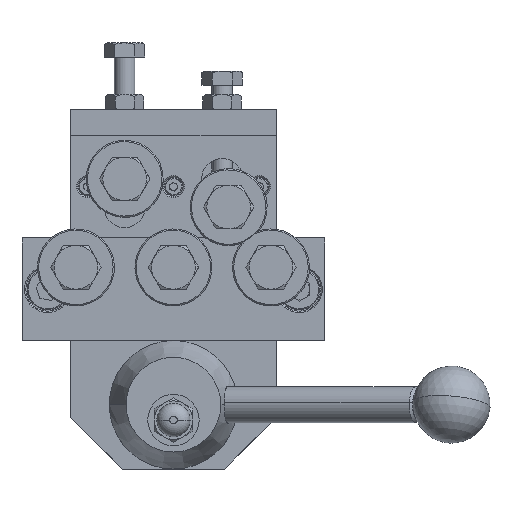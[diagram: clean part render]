
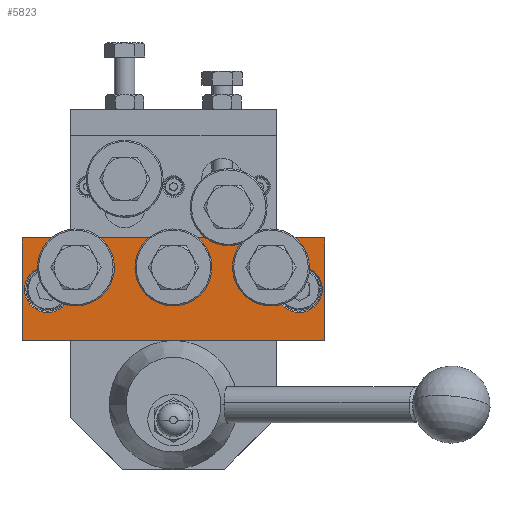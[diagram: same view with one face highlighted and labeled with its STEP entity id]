
A CAD part, top view. The second image highlights one B-rep face of the part: STEP entity #5823.
In plain terms, the highlighted planar face has unit normal (0, 0, 1).
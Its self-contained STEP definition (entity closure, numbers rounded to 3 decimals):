
#284 = DIRECTION ( 'NONE',  ( 1., 0., 0. ) ) ;
#286 = CARTESIAN_POINT ( 'NONE',  ( 89., 70., 15. ) ) ;
#309 = DIRECTION ( 'NONE',  ( 0., 0., -1. ) ) ;
#334 = DIRECTION ( 'NONE',  ( 1., 0., 0. ) ) ;
#336 = CARTESIAN_POINT ( 'NONE',  ( -19., 90., 15. ) ) ;
#381 = DIRECTION ( 'NONE',  ( 1., 0., 0. ) ) ;
#382 = CARTESIAN_POINT ( 'NONE',  ( 89., 70., 15. ) ) ;
#408 = DIRECTION ( 'NONE',  ( 0., 1., 0. ) ) ;
#797 = CARTESIAN_POINT ( 'NONE',  ( 78., 78.5, 15. ) ) ;
#798 = DIRECTION ( 'NONE',  ( 0., 0., 1. ) ) ;
#800 = DIRECTION ( 'NONE',  ( 0., -1., 0. ) ) ;
#819 = DIRECTION ( 'NONE',  ( 1., 0., 0. ) ) ;
#820 = DIRECTION ( 'NONE',  ( 0., 0., -1. ) ) ;
#821 = CARTESIAN_POINT ( 'NONE',  ( -9., 70., 15. ) ) ;
#822 = DIRECTION ( 'NONE',  ( 0., -1., 0. ) ) ;
#823 = DIRECTION ( 'NONE',  ( 0., 0., 1. ) ) ;
#824 = CARTESIAN_POINT ( 'NONE',  ( 2., 78.5, 15. ) ) ;
#829 = DIRECTION ( 'NONE',  ( 0., -1., 0. ) ) ;
#830 = DIRECTION ( 'NONE',  ( 0., 0., 1. ) ) ;
#831 = CARTESIAN_POINT ( 'NONE',  ( 2., 78.5, 15. ) ) ;
#832 = DIRECTION ( 'NONE',  ( 1., 0., 0. ) ) ;
#833 = DIRECTION ( 'NONE',  ( 0., 0., -1. ) ) ;
#834 = CARTESIAN_POINT ( 'NONE',  ( -9., 70., 15. ) ) ;
#882 = DIRECTION ( 'NONE',  ( 0., 0., -1. ) ) ;
#926 = CARTESIAN_POINT ( 'NONE',  ( -19., 50., 15. ) ) ;
#928 = DIRECTION ( 'NONE',  ( 0., 1., 0. ) ) ;
#931 = DIRECTION ( 'NONE',  ( 0., 0., 1. ) ) ;
#932 = DIRECTION ( 'NONE',  ( 0., -1., 0. ) ) ;
#933 = CARTESIAN_POINT ( 'NONE',  ( 99., 50., 15. ) ) ;
#934 = DIRECTION ( 'NONE',  ( 1., 0., 0. ) ) ;
#936 = CARTESIAN_POINT ( 'NONE',  ( 40., 78.5, 15. ) ) ;
#939 = CARTESIAN_POINT ( 'NONE',  ( 78., 78.5, 15. ) ) ;
#974 = CARTESIAN_POINT ( 'NONE',  ( 40., 78.5, 15. ) ) ;
#975 = DIRECTION ( 'NONE',  ( 0., -1., 0. ) ) ;
#979 = DIRECTION ( 'NONE',  ( 0., 0., 1. ) ) ;
#980 = DIRECTION ( 'NONE',  ( 0., 0., 1. ) ) ;
#994 = CARTESIAN_POINT ( 'NONE',  ( -19., 50., 15. ) ) ;
#996 = DIRECTION ( 'NONE',  ( 0., -1., 0. ) ) ;
#1652 = PLANE ( 'NONE',  #8221 ) ;
#2194 = DIRECTION ( 'NONE',  ( 1., 0., 0. ) ) ;
#2332 = DIRECTION ( 'NONE',  ( 0., 0., 1. ) ) ;
#2396 = CARTESIAN_POINT ( 'NONE',  ( -19., 50., 15. ) ) ;
#2788 = EDGE_CURVE ( 'NONE', #10435, #10439, #12937, .T. ) ;
#2790 = EDGE_CURVE ( 'NONE', #10434, #10163, #12954, .T. ) ;
#2792 = EDGE_CURVE ( 'NONE', #10163, #10434, #12904, .T. ) ;
#2795 = EDGE_CURVE ( 'NONE', #10562, #10441, #12780, .T. ) ;
#2800 = EDGE_CURVE ( 'NONE', #10562, #10436, #12842, .T. ) ;
#2802 = EDGE_CURVE ( 'NONE', #10441, #10443, #12731, .T. ) ;
#2804 = EDGE_CURVE ( 'NONE', #10439, #10435, #12933, .T. ) ;
#2811 = EDGE_CURVE ( 'NONE', #10200, #10195, #12914, .T. ) ;
#2814 = EDGE_CURVE ( 'NONE', #10209, #10413, #12703, .T. ) ;
#2818 = EDGE_CURVE ( 'NONE', #10413, #10209, #12826, .T. ) ;
#2820 = EDGE_CURVE ( 'NONE', #10195, #10200, #12850, .T. ) ;
#2855 = EDGE_CURVE ( 'NONE', #10390, #10229, #12827, .T. ) ;
#3073 = EDGE_CURVE ( 'NONE', #10436, #10443, #13043, .T. ) ;
#3075 = EDGE_CURVE ( 'NONE', #10229, #10390, #13053, .T. ) ;
#3650 = EDGE_LOOP ( 'NONE', ( #6931, #6820 ) ) ;
#3776 = EDGE_LOOP ( 'NONE', ( #6843, #7129 ) ) ;
#5823 = ADVANCED_FACE ( 'NONE', ( #10020, #10010, #9939, #9969, #9996, #10039 ), #1652, .T. ) ;
#6144 = EDGE_LOOP ( 'NONE', ( #6575, #6797 ) ) ;
#6421 = EDGE_LOOP ( 'NONE', ( #7199, #7211, #7235, #7222 ) ) ;
#6575 = ORIENTED_EDGE ( 'NONE', *, *, #2855, .T. ) ;
#6646 = EDGE_LOOP ( 'NONE', ( #6773, #6933 ) ) ;
#6773 = ORIENTED_EDGE ( 'NONE', *, *, #2811, .T. ) ;
#6797 = ORIENTED_EDGE ( 'NONE', *, *, #3075, .T. ) ;
#6820 = ORIENTED_EDGE ( 'NONE', *, *, #2814, .F. ) ;
#6843 = ORIENTED_EDGE ( 'NONE', *, *, #2792, .F. ) ;
#6900 = EDGE_LOOP ( 'NONE', ( #7138, #7156 ) ) ;
#6931 = ORIENTED_EDGE ( 'NONE', *, *, #2818, .F. ) ;
#6933 = ORIENTED_EDGE ( 'NONE', *, *, #2820, .T. ) ;
#7129 = ORIENTED_EDGE ( 'NONE', *, *, #2790, .F. ) ;
#7138 = ORIENTED_EDGE ( 'NONE', *, *, #2788, .F. ) ;
#7156 = ORIENTED_EDGE ( 'NONE', *, *, #2804, .F. ) ;
#7199 = ORIENTED_EDGE ( 'NONE', *, *, #3073, .F. ) ;
#7211 = ORIENTED_EDGE ( 'NONE', *, *, #2800, .F. ) ;
#7222 = ORIENTED_EDGE ( 'NONE', *, *, #2802, .T. ) ;
#7235 = ORIENTED_EDGE ( 'NONE', *, *, #2795, .T. ) ;
#7862 = AXIS2_PLACEMENT_3D ( 'NONE', #824, #823, #822 ) ;
#7863 = AXIS2_PLACEMENT_3D ( 'NONE', #797, #798, #800 ) ;
#7872 = AXIS2_PLACEMENT_3D ( 'NONE', #286, #309, #284 ) ;
#7897 = AXIS2_PLACEMENT_3D ( 'NONE', #831, #830, #829 ) ;
#7944 = AXIS2_PLACEMENT_3D ( 'NONE', #974, #980, #996 ) ;
#8040 = AXIS2_PLACEMENT_3D ( 'NONE', #939, #979, #975 ) ;
#8102 = AXIS2_PLACEMENT_3D ( 'NONE', #382, #882, #381 ) ;
#8111 = AXIS2_PLACEMENT_3D ( 'NONE', #936, #931, #932 ) ;
#8221 = AXIS2_PLACEMENT_3D ( 'NONE', #2396, #2332, #2194 ) ;
#8806 = AXIS2_PLACEMENT_3D ( 'NONE', #821, #820, #819 ) ;
#8813 = AXIS2_PLACEMENT_3D ( 'NONE', #834, #833, #832 ) ;
#9939 = FACE_BOUND ( 'NONE', #3650, .T. ) ;
#9969 = FACE_BOUND ( 'NONE', #3776, .T. ) ;
#9996 = FACE_BOUND ( 'NONE', #6900, .T. ) ;
#10010 = FACE_BOUND ( 'NONE', #6646, .T. ) ;
#10020 = FACE_BOUND ( 'NONE', #6144, .T. ) ;
#10039 = FACE_OUTER_BOUND ( 'NONE', #6421, .T. ) ;
#10163 = VERTEX_POINT ( 'NONE', #10784 ) ;
#10195 = VERTEX_POINT ( 'NONE', #10850 ) ;
#10200 = VERTEX_POINT ( 'NONE', #10852 ) ;
#10209 = VERTEX_POINT ( 'NONE', #10895 ) ;
#10229 = VERTEX_POINT ( 'NONE', #10871 ) ;
#10390 = VERTEX_POINT ( 'NONE', #11113 ) ;
#10413 = VERTEX_POINT ( 'NONE', #11142 ) ;
#10434 = VERTEX_POINT ( 'NONE', #11157 ) ;
#10435 = VERTEX_POINT ( 'NONE', #11199 ) ;
#10436 = VERTEX_POINT ( 'NONE', #11177 ) ;
#10439 = VERTEX_POINT ( 'NONE', #11197 ) ;
#10441 = VERTEX_POINT ( 'NONE', #11192 ) ;
#10443 = VERTEX_POINT ( 'NONE', #11191 ) ;
#10562 = VERTEX_POINT ( 'NONE', #11292 ) ;
#10784 = CARTESIAN_POINT ( 'NONE',  ( 40., 74.5, 15. ) ) ;
#10850 = CARTESIAN_POINT ( 'NONE',  ( -9., 79., 15. ) ) ;
#10852 = CARTESIAN_POINT ( 'NONE',  ( -9., 61., 15. ) ) ;
#10871 = CARTESIAN_POINT ( 'NONE',  ( 89., 79., 15. ) ) ;
#10895 = CARTESIAN_POINT ( 'NONE',  ( 2., 82.5, 15. ) ) ;
#11113 = CARTESIAN_POINT ( 'NONE',  ( 89., 61., 15. ) ) ;
#11142 = CARTESIAN_POINT ( 'NONE',  ( 2., 74.5, 15. ) ) ;
#11157 = CARTESIAN_POINT ( 'NONE',  ( 40., 82.5, 15. ) ) ;
#11177 = CARTESIAN_POINT ( 'NONE',  ( -19., 90., 15. ) ) ;
#11191 = CARTESIAN_POINT ( 'NONE',  ( 99., 90., 15. ) ) ;
#11192 = CARTESIAN_POINT ( 'NONE',  ( 99., 50., 15. ) ) ;
#11197 = CARTESIAN_POINT ( 'NONE',  ( 78., 82.5, 15. ) ) ;
#11199 = CARTESIAN_POINT ( 'NONE',  ( 78., 74.5, 15. ) ) ;
#11292 = CARTESIAN_POINT ( 'NONE',  ( -19., 50., 15. ) ) ;
#12703 = CIRCLE ( 'NONE', #7897, 4. ) ;
#12731 = LINE ( 'NONE', #933, #12946 ) ;
#12780 = LINE ( 'NONE', #994, #12782 ) ;
#12782 = VECTOR ( 'NONE', #934, 1000. ) ;
#12826 = CIRCLE ( 'NONE', #7862, 4. ) ;
#12827 = CIRCLE ( 'NONE', #8102, 9. ) ;
#12842 = LINE ( 'NONE', #926, #12948 ) ;
#12850 = CIRCLE ( 'NONE', #8806, 9. ) ;
#12904 = CIRCLE ( 'NONE', #8111, 4. ) ;
#12914 = CIRCLE ( 'NONE', #8813, 9. ) ;
#12933 = CIRCLE ( 'NONE', #7863, 4. ) ;
#12937 = CIRCLE ( 'NONE', #8040, 4. ) ;
#12946 = VECTOR ( 'NONE', #408, 1000. ) ;
#12948 = VECTOR ( 'NONE', #928, 1000. ) ;
#12954 = CIRCLE ( 'NONE', #7944, 4. ) ;
#13043 = LINE ( 'NONE', #336, #13046 ) ;
#13046 = VECTOR ( 'NONE', #334, 1000. ) ;
#13053 = CIRCLE ( 'NONE', #7872, 9. ) ;
